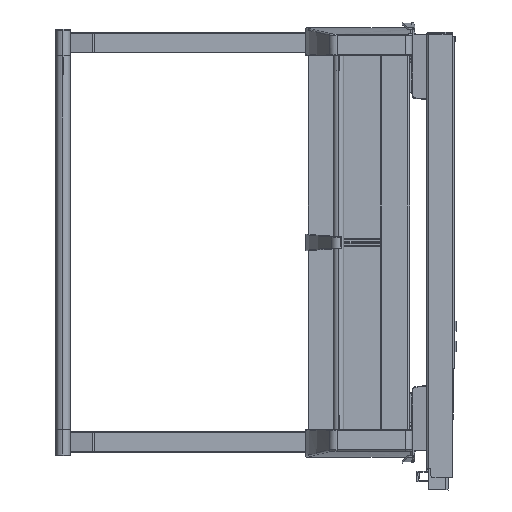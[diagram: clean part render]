
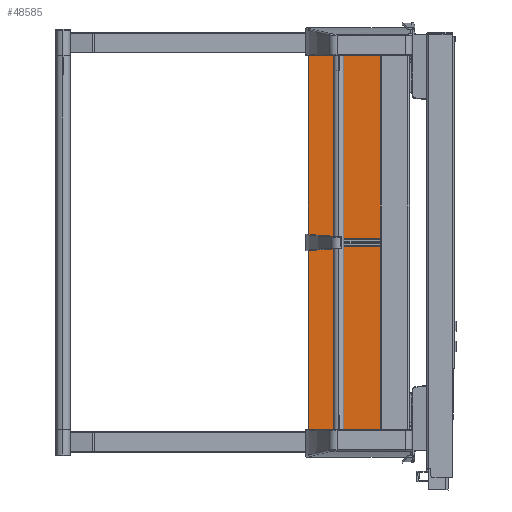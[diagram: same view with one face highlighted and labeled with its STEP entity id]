
A CAD part, left-side view. The second image highlights one B-rep face of the part: STEP entity #48585.
In plain terms, the highlighted face is planar.
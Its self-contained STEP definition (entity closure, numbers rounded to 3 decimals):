
#47649=DIRECTION('',(0.,1.,0.));
#47650=VECTOR('',#47649,97.4);
#47651=CARTESIAN_POINT('',(7.,4.5,-201.));
#47652=LINE('1136',#47651,#47650);
#47827=DIRECTION('',(0.,1.,0.));
#47828=VECTOR('',#47827,97.4);
#47829=CARTESIAN_POINT('',(7.,4.5,201.));
#47830=LINE('1142',#47829,#47828);
#47931=CARTESIAN_POINT('',(7.,22.5,197.));
#47932=DIRECTION('',(-1.,0.,0.));
#47933=DIRECTION('',(0.,0.,1.));
#47934=AXIS2_PLACEMENT_3D('',#47931,#47932,#47933);
#47939=CARTESIAN_POINT('',(7.,22.5,197.));
#47940=DIRECTION('',(-1.,0.,0.));
#47941=DIRECTION('',(0.,0.,-1.));
#47942=AXIS2_PLACEMENT_3D('',#47939,#47940,#47941);
#47947=CARTESIAN_POINT('',(7.,82.5,197.));
#47948=DIRECTION('',(-1.,0.,0.));
#47949=DIRECTION('',(0.,0.,1.));
#47950=AXIS2_PLACEMENT_3D('',#47947,#47948,#47949);
#47955=CARTESIAN_POINT('',(7.,82.5,197.));
#47956=DIRECTION('',(-1.,0.,0.));
#47957=DIRECTION('',(0.,0.,-1.));
#47958=AXIS2_PLACEMENT_3D('',#47955,#47956,#47957);
#47963=CARTESIAN_POINT('',(7.,22.5,-197.));
#47964=DIRECTION('',(-1.,0.,0.));
#47965=DIRECTION('',(0.,0.,1.));
#47966=AXIS2_PLACEMENT_3D('',#47963,#47964,#47965);
#47971=CARTESIAN_POINT('',(7.,22.5,-197.));
#47972=DIRECTION('',(-1.,0.,0.));
#47973=DIRECTION('',(0.,0.,-1.));
#47974=AXIS2_PLACEMENT_3D('',#47971,#47972,#47973);
#47979=CARTESIAN_POINT('',(7.,82.5,-197.));
#47980=DIRECTION('',(-1.,0.,0.));
#47981=DIRECTION('',(0.,0.,1.));
#47982=AXIS2_PLACEMENT_3D('',#47979,#47980,#47981);
#47987=CARTESIAN_POINT('',(7.,82.5,-197.));
#47988=DIRECTION('',(-1.,0.,0.));
#47989=DIRECTION('',(0.,0.,-1.));
#47990=AXIS2_PLACEMENT_3D('',#47987,#47988,#47989);
#47995=DIRECTION('',(0.,0.,-1.));
#47996=VECTOR('',#47995,402.);
#47997=CARTESIAN_POINT('',(7.,101.9,201.));
#47998=LINE('1125',#47997,#47996);
#48002=DIRECTION('',(0.,0.,1.));
#48003=VECTOR('',#48002,402.);
#48004=CARTESIAN_POINT('',(7.,4.5,-201.));
#48005=LINE('501',#48004,#48003);
#48259=CARTESIAN_POINT('',(7.,4.5,-201.));
#48260=VERTEX_POINT('',#48259);
#48275=CARTESIAN_POINT('',(7.,4.5,201.));
#48276=VERTEX_POINT('',#48275);
#48281=CARTESIAN_POINT('',(7.,22.5,199.15));
#48282=CARTESIAN_POINT('',(7.,22.5,194.85));
#48283=VERTEX_POINT('',#48281);
#48284=VERTEX_POINT('',#48282);
#48310=CARTESIAN_POINT('',(7.,101.9,-201.));
#48312=VERTEX_POINT('',#48310);
#48313=CARTESIAN_POINT('',(7.,101.9,201.));
#48314=VERTEX_POINT('',#48313);
#48349=CARTESIAN_POINT('',(7.,82.5,199.15));
#48350=CARTESIAN_POINT('',(7.,82.5,194.85));
#48351=VERTEX_POINT('',#48349);
#48352=VERTEX_POINT('',#48350);
#48353=CARTESIAN_POINT('',(7.,22.5,-194.85));
#48354=CARTESIAN_POINT('',(7.,22.5,-199.15));
#48355=VERTEX_POINT('',#48353);
#48356=VERTEX_POINT('',#48354);
#48357=CARTESIAN_POINT('',(7.,82.5,-194.85));
#48358=CARTESIAN_POINT('',(7.,82.5,-199.15));
#48359=VERTEX_POINT('',#48357);
#48360=VERTEX_POINT('',#48358);
#48549=CARTESIAN_POINT('',(7.,4.5,-201.));
#48550=DIRECTION('',(1.,0.,0.));
#48551=DIRECTION('',(0.,1.,0.));
#48552=AXIS2_PLACEMENT_3D('',#48549,#48550,#48551);
#48553=PLANE('500',#48552);
#48555=ORIENTED_EDGE('1125',*,*,#48554,.T.);
#48556=ORIENTED_EDGE('1136',*,*,#48380,.F.);
#48557=ORIENTED_EDGE('501',*,*,#48544,.T.);
#48558=ORIENTED_EDGE('1142',*,*,#48448,.T.);
#48559=EDGE_LOOP('500',(#48555,#48556,#48557,#48558));
#48560=FACE_OUTER_BOUND('500',#48559,.F.);
#48562=ORIENTED_EDGE('1351',*,*,#48561,.F.);
#48564=ORIENTED_EDGE('1352',*,*,#48563,.F.);
#48565=EDGE_LOOP('500',(#48562,#48564));
#48566=FACE_BOUND('500',#48565,.F.);
#48568=ORIENTED_EDGE('1353',*,*,#48567,.F.);
#48570=ORIENTED_EDGE('1354',*,*,#48569,.F.);
#48571=EDGE_LOOP('500',(#48568,#48570));
#48572=FACE_BOUND('500',#48571,.F.);
#48574=ORIENTED_EDGE('1355',*,*,#48573,.F.);
#48576=ORIENTED_EDGE('1356',*,*,#48575,.F.);
#48577=EDGE_LOOP('500',(#48574,#48576));
#48578=FACE_BOUND('500',#48577,.F.);
#48580=ORIENTED_EDGE('952',*,*,#48579,.F.);
#48582=ORIENTED_EDGE('953',*,*,#48581,.F.);
#48583=EDGE_LOOP('500',(#48580,#48582));
#48584=FACE_BOUND('500',#48583,.F.);
#47935=CIRCLE('952',#47934,2.15);
#47943=CIRCLE('953',#47942,2.15);
#47951=CIRCLE('1351',#47950,2.15);
#47959=CIRCLE('1352',#47958,2.15);
#47967=CIRCLE('1353',#47966,2.15);
#47975=CIRCLE('1354',#47974,2.15);
#47983=CIRCLE('1355',#47982,2.15);
#47991=CIRCLE('1356',#47990,2.15);
#48380=EDGE_CURVE('1136',#48260,#48312,#47652,.T.);
#48448=EDGE_CURVE('1142',#48276,#48314,#47830,.T.);
#48544=EDGE_CURVE('501',#48260,#48276,#48005,.T.);
#48554=EDGE_CURVE('1125',#48314,#48312,#47998,.T.);
#48561=EDGE_CURVE('1351',#48351,#48352,#47951,.T.);
#48563=EDGE_CURVE('1352',#48352,#48351,#47959,.T.);
#48567=EDGE_CURVE('1353',#48355,#48356,#47967,.T.);
#48569=EDGE_CURVE('1354',#48356,#48355,#47975,.T.);
#48573=EDGE_CURVE('1355',#48359,#48360,#47983,.T.);
#48575=EDGE_CURVE('1356',#48360,#48359,#47991,.T.);
#48579=EDGE_CURVE('952',#48283,#48284,#47935,.T.);
#48581=EDGE_CURVE('953',#48284,#48283,#47943,.T.);
#48585=ADVANCED_FACE('500',(#48560,#48566,#48572,#48578,#48584),#48553,.T.);
